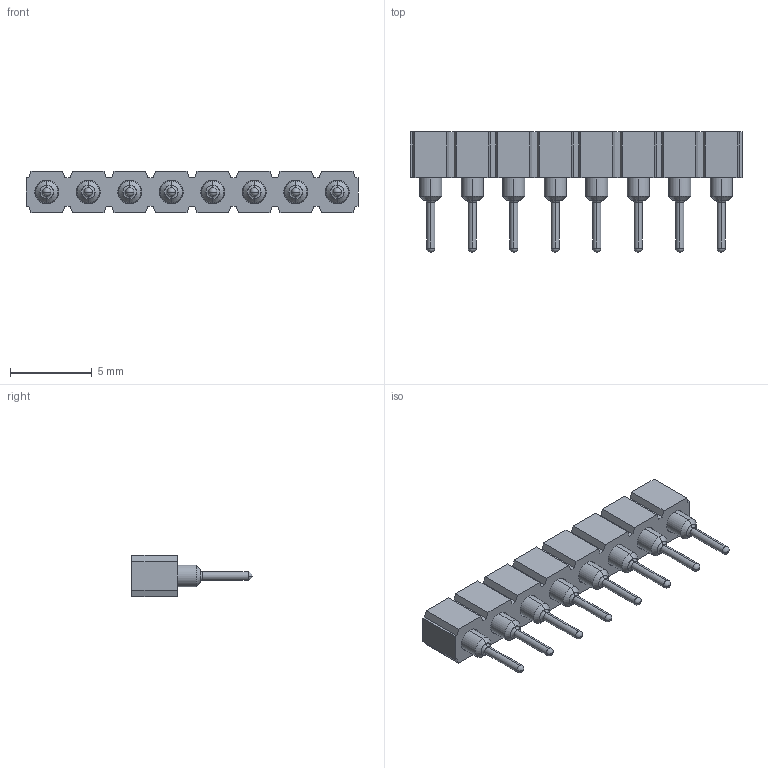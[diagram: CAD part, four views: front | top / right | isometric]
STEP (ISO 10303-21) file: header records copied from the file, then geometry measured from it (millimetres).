
FILE_DESCRIPTION (( 'STEP AP214' ), '1' );
FILE_NAME ('mill-max-310-13-108-41-001000.STEP', '2023-01-05T21:27:09', ( '' ), ( '' ), 'SwSTEP 2.0', 'SolidWorks 2022', '' );
FILE_SCHEMA (( 'AUTOMOTIVE_DESIGN' ));
Length unit declared in the file: inch
Products named in the file (3): P3XX-11-010-00-000000_P308-11-010-00-000000; mill-max-310-13-108-41-001000; 1001_1001-0-00-15-00-00-03-0
Assembly tree (9 placements, depth 2):
  mill-max-310-13-108-41-001000
    P3XX-11-010-00-000000_P308-11-010-00-000000
    1001_1001-0-00-15-00-00-03-0  x8
Bounding box: 20.32 x 7.37 x 2.54 mm (x, y, z)
Volume: 120.3 mm3; surface area: 654.9 mm2
Topology: 9 solids, 9 shells, 318 faces, 748 edges, 456 vertices
Faces by surface type: cylinder 112, plane 110, cone 64, torus 16, sphere 16
Entity records: 4362 total; most frequent: DIRECTION 746, CARTESIAN_POINT 732, ORIENTED_EDGE 704, EDGE_CURVE 352, VECTOR 254, LINE 254, AXIS2_PLACEMENT_3D 246, VERTEX_POINT 232
